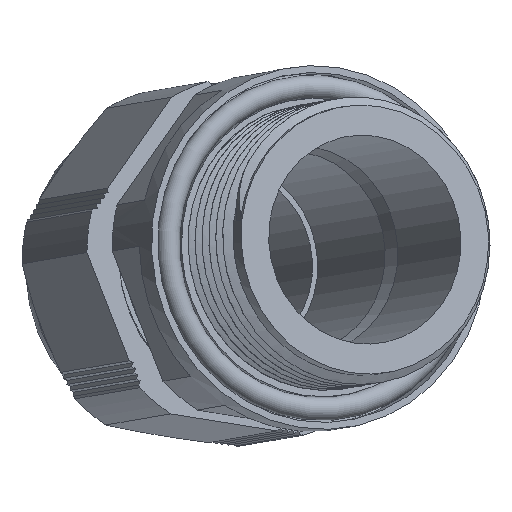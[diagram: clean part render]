
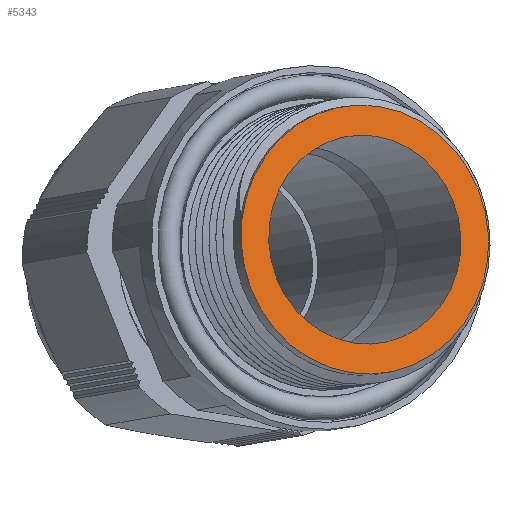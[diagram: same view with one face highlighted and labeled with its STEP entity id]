
A CAD part, top view. The second image highlights one B-rep face of the part: STEP entity #5343.
In plain terms, the highlighted face is planar.
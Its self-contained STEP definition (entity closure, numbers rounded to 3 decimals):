
#440=FACE_BOUND('',#1055,.T.);
#746=FACE_OUTER_BOUND('',#1054,.T.);
#1054=EDGE_LOOP('',(#4899));
#1055=EDGE_LOOP('',(#4900));
#2097=CIRCLE('',#5924,9.025);
#2107=CIRCLE('',#5947,11.624);
#2614=VERTEX_POINT('',#14623);
#2623=VERTEX_POINT('',#14655);
#3372=EDGE_CURVE('',#2614,#2614,#2097,.T.);
#3382=EDGE_CURVE('',#2623,#2623,#2107,.T.);
#4899=ORIENTED_EDGE('',*,*,#3382,.T.);
#4900=ORIENTED_EDGE('',*,*,#3372,.F.);
#5067=PLANE('',#5948);
#5343=ADVANCED_FACE('',(#746,#440),#5067,.T.);
#5924=AXIS2_PLACEMENT_3D('',#14624,#7381,#7382);
#5947=AXIS2_PLACEMENT_3D('',#14656,#7427,#7428);
#5948=AXIS2_PLACEMENT_3D('',#14657,#7429,#7430);
#7381=DIRECTION('center_axis',(1.,0.,0.));
#7382=DIRECTION('ref_axis',(0.,0.,-1.));
#7427=DIRECTION('center_axis',(1.,0.,0.));
#7428=DIRECTION('ref_axis',(0.,0.,-1.));
#7429=DIRECTION('center_axis',(1.,0.,0.));
#7430=DIRECTION('ref_axis',(0.,0.,-1.));
#14623=CARTESIAN_POINT('',(0.,9.025,0.));
#14624=CARTESIAN_POINT('Origin',(0.,0.,0.));
#14655=CARTESIAN_POINT('',(0.,11.624,0.));
#14656=CARTESIAN_POINT('Origin',(0.,0.,0.));
#14657=CARTESIAN_POINT('Origin',(0.,9.025,0.));
